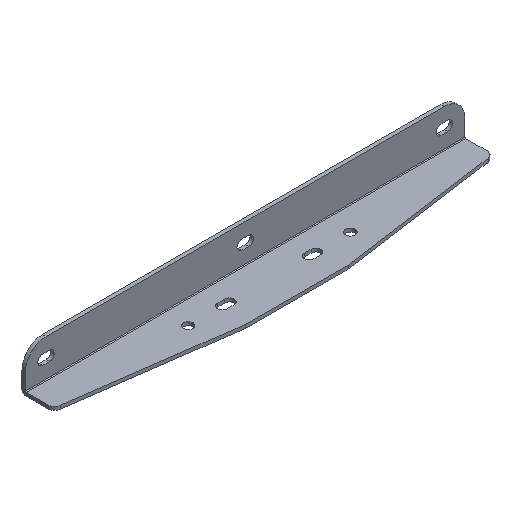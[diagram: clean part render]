
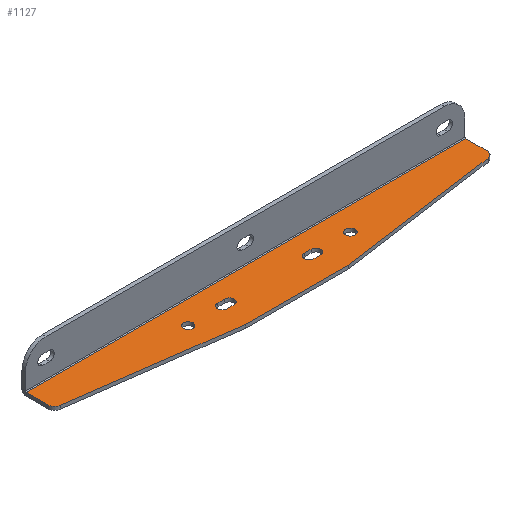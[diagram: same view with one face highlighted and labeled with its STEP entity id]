
A CAD part, isometric view. The second image highlights one B-rep face of the part: STEP entity #1127.
In plain terms, the highlighted planar face has unit normal (0, 0, 1).
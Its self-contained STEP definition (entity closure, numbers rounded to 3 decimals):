
#321=CARTESIAN_POINT('',(315.,-16.146,-27.5));
#322=DIRECTION('',(0.,0.,1.));
#323=DIRECTION('',(0.137,-0.991,0.));
#324=AXIS2_PLACEMENT_3D('',#321,#322,#323);
#326=DIRECTION('',(-0.991,-0.137,0.));
#327=VECTOR('',#326,119.32);
#328=CARTESIAN_POINT('',(315.687,-21.098,-27.5));
#329=LINE('',#328,#327);
#330=DIRECTION('',(-1.,0.,0.));
#331=VECTOR('',#330,75.);
#332=CARTESIAN_POINT('',(197.5,-37.5,-27.5));
#333=LINE('',#332,#331);
#334=DIRECTION('',(-0.991,0.137,0.));
#335=VECTOR('',#334,119.32);
#336=CARTESIAN_POINT('',(122.5,-37.5,-27.5));
#337=LINE('',#336,#335);
#338=CARTESIAN_POINT('',(5.,-16.146,-27.5));
#339=DIRECTION('',(0.,0.,1.));
#340=DIRECTION('',(-1.,0.,0.));
#341=AXIS2_PLACEMENT_3D('',#338,#339,#340);
#343=DIRECTION('',(0.,1.,0.));
#344=VECTOR('',#343,15.646);
#345=CARTESIAN_POINT('',(0.,-16.146,-27.5));
#346=LINE('',#345,#344);
#347=DIRECTION('',(0.,-1.,0.));
#348=VECTOR('',#347,15.646);
#349=CARTESIAN_POINT('',(320.,-0.5,-27.5));
#350=LINE('',#349,#348);
#351=CARTESIAN_POINT('',(219.,-17.5,-27.5));
#352=DIRECTION('',(0.,0.,-1.));
#353=DIRECTION('',(1.,0.,0.));
#354=AXIS2_PLACEMENT_3D('',#351,#352,#353);
#356=CARTESIAN_POINT('',(219.,-17.5,-27.5));
#357=DIRECTION('',(0.,0.,-1.));
#358=DIRECTION('',(-1.,0.,0.));
#359=AXIS2_PLACEMENT_3D('',#356,#357,#358);
#361=CARTESIAN_POINT('',(101.,-17.5,-27.5));
#362=DIRECTION('',(0.,0.,-1.));
#363=DIRECTION('',(1.,0.,0.));
#364=AXIS2_PLACEMENT_3D('',#361,#362,#363);
#366=CARTESIAN_POINT('',(101.,-17.5,-27.5));
#367=DIRECTION('',(0.,0.,-1.));
#368=DIRECTION('',(-1.,0.,0.));
#369=AXIS2_PLACEMENT_3D('',#366,#367,#368);
#371=CARTESIAN_POINT('',(189.,-17.5,-27.5));
#372=DIRECTION('',(0.,0.,1.));
#373=DIRECTION('',(0.,1.,0.));
#374=AXIS2_PLACEMENT_3D('',#371,#372,#373);
#376=DIRECTION('',(1.,0.,0.));
#377=VECTOR('',#376,5.);
#378=CARTESIAN_POINT('',(189.,-21.,-27.5));
#379=LINE('',#378,#377);
#380=CARTESIAN_POINT('',(194.,-17.5,-27.5));
#381=DIRECTION('',(0.,0.,1.));
#382=DIRECTION('',(0.,-1.,0.));
#383=AXIS2_PLACEMENT_3D('',#380,#381,#382);
#385=DIRECTION('',(-1.,0.,0.));
#386=VECTOR('',#385,5.);
#387=CARTESIAN_POINT('',(194.,-14.,-27.5));
#388=LINE('',#387,#386);
#389=DIRECTION('',(-1.,0.,0.));
#390=VECTOR('',#389,5.);
#391=CARTESIAN_POINT('',(131.,-14.,-27.5));
#392=LINE('',#391,#390);
#393=CARTESIAN_POINT('',(126.,-17.5,-27.5));
#394=DIRECTION('',(0.,0.,1.));
#395=DIRECTION('',(0.,1.,0.));
#396=AXIS2_PLACEMENT_3D('',#393,#394,#395);
#398=DIRECTION('',(1.,0.,0.));
#399=VECTOR('',#398,5.);
#400=CARTESIAN_POINT('',(126.,-21.,-27.5));
#401=LINE('',#400,#399);
#402=CARTESIAN_POINT('',(131.,-17.5,-27.5));
#403=DIRECTION('',(0.,0.,1.));
#404=DIRECTION('',(0.,-1.,0.));
#405=AXIS2_PLACEMENT_3D('',#402,#403,#404);
#431=DIRECTION('',(1.,0.,0.));
#432=VECTOR('',#431,320.);
#433=CARTESIAN_POINT('',(0.,-0.5,-27.5));
#434=LINE('',#433,#432);
#521=CARTESIAN_POINT('',(0.,-0.5,-27.5));
#522=CARTESIAN_POINT('',(320.,-0.5,-27.5));
#523=VERTEX_POINT('',#521);
#524=VERTEX_POINT('',#522);
#593=CARTESIAN_POINT('',(197.5,-37.5,-27.5));
#594=CARTESIAN_POINT('',(122.5,-37.5,-27.5));
#595=VERTEX_POINT('',#593);
#596=VERTEX_POINT('',#594);
#601=CARTESIAN_POINT('',(315.687,-21.098,-27.5));
#602=CARTESIAN_POINT('',(320.,-16.146,-27.5));
#603=VERTEX_POINT('',#601);
#604=VERTEX_POINT('',#602);
#609=CARTESIAN_POINT('',(0.,-16.146,-27.5));
#610=CARTESIAN_POINT('',(4.313,-21.098,-27.5));
#611=VERTEX_POINT('',#609);
#612=VERTEX_POINT('',#610);
#617=CARTESIAN_POINT('',(222.5,-17.5,-27.5));
#618=CARTESIAN_POINT('',(215.5,-17.5,-27.5));
#619=VERTEX_POINT('',#617);
#620=VERTEX_POINT('',#618);
#621=CARTESIAN_POINT('',(104.5,-17.5,-27.5));
#622=CARTESIAN_POINT('',(97.5,-17.5,-27.5));
#623=VERTEX_POINT('',#621);
#624=VERTEX_POINT('',#622);
#633=CARTESIAN_POINT('',(189.,-14.,-27.5));
#635=VERTEX_POINT('',#633);
#637=CARTESIAN_POINT('',(189.,-21.,-27.5));
#639=VERTEX_POINT('',#637);
#641=CARTESIAN_POINT('',(194.,-14.,-27.5));
#643=VERTEX_POINT('',#641);
#645=CARTESIAN_POINT('',(194.,-21.,-27.5));
#647=VERTEX_POINT('',#645);
#649=CARTESIAN_POINT('',(126.,-21.,-27.5));
#651=VERTEX_POINT('',#649);
#653=CARTESIAN_POINT('',(126.,-14.,-27.5));
#655=VERTEX_POINT('',#653);
#657=CARTESIAN_POINT('',(131.,-14.,-27.5));
#659=VERTEX_POINT('',#657);
#661=CARTESIAN_POINT('',(131.,-21.,-27.5));
#663=VERTEX_POINT('',#661);
#1073=CARTESIAN_POINT('',(320.,2.5,-27.5));
#1074=DIRECTION('',(0.,0.,-1.));
#1075=DIRECTION('',(1.,0.,0.));
#1076=AXIS2_PLACEMENT_3D('',#1073,#1074,#1075);
#1077=PLANE('',#1076);
#1078=ORIENTED_EDGE('',*,*,#1063,.F.);
#1080=ORIENTED_EDGE('',*,*,#1079,.T.);
#1082=ORIENTED_EDGE('',*,*,#1081,.T.);
#1084=ORIENTED_EDGE('',*,*,#1083,.T.);
#1086=ORIENTED_EDGE('',*,*,#1085,.F.);
#1088=ORIENTED_EDGE('',*,*,#1087,.T.);
#1090=ORIENTED_EDGE('',*,*,#1089,.T.);
#1092=ORIENTED_EDGE('',*,*,#1091,.T.);
#1093=EDGE_LOOP('',(#1078,#1080,#1082,#1084,#1086,#1088,#1090,#1092));
#1094=FACE_OUTER_BOUND('',#1093,.F.);
#1096=ORIENTED_EDGE('',*,*,#1095,.F.);
#1098=ORIENTED_EDGE('',*,*,#1097,.F.);
#1099=EDGE_LOOP('',(#1096,#1098));
#1100=FACE_BOUND('',#1099,.F.);
#1102=ORIENTED_EDGE('',*,*,#1101,.F.);
#1104=ORIENTED_EDGE('',*,*,#1103,.F.);
#1105=EDGE_LOOP('',(#1102,#1104));
#1106=FACE_BOUND('',#1105,.F.);
#1108=ORIENTED_EDGE('',*,*,#1107,.T.);
#1110=ORIENTED_EDGE('',*,*,#1109,.T.);
#1112=ORIENTED_EDGE('',*,*,#1111,.T.);
#1114=ORIENTED_EDGE('',*,*,#1113,.T.);
#1115=EDGE_LOOP('',(#1108,#1110,#1112,#1114));
#1116=FACE_BOUND('',#1115,.F.);
#1118=ORIENTED_EDGE('',*,*,#1117,.T.);
#1120=ORIENTED_EDGE('',*,*,#1119,.T.);
#1122=ORIENTED_EDGE('',*,*,#1121,.T.);
#1124=ORIENTED_EDGE('',*,*,#1123,.T.);
#1125=EDGE_LOOP('',(#1118,#1120,#1122,#1124));
#1126=FACE_BOUND('',#1125,.F.);
#1127=ADVANCED_FACE('',(#1094,#1100,#1106,#1116,#1126),#1077,.F.);
#325=CIRCLE('',#324,5.);
#342=CIRCLE('',#341,5.);
#355=CIRCLE('',#354,3.5);
#360=CIRCLE('',#359,3.5);
#365=CIRCLE('',#364,3.5);
#370=CIRCLE('',#369,3.5);
#375=CIRCLE('',#374,3.5);
#384=CIRCLE('',#383,3.5);
#397=CIRCLE('',#396,3.5);
#406=CIRCLE('',#405,3.5);
#1063=EDGE_CURVE('',#603,#604,#325,.T.);
#1079=EDGE_CURVE('',#603,#595,#329,.T.);
#1081=EDGE_CURVE('',#595,#596,#333,.T.);
#1083=EDGE_CURVE('',#596,#612,#337,.T.);
#1085=EDGE_CURVE('',#611,#612,#342,.T.);
#1087=EDGE_CURVE('',#611,#523,#346,.T.);
#1089=EDGE_CURVE('',#523,#524,#434,.T.);
#1091=EDGE_CURVE('',#524,#604,#350,.T.);
#1095=EDGE_CURVE('',#619,#620,#355,.T.);
#1097=EDGE_CURVE('',#620,#619,#360,.T.);
#1101=EDGE_CURVE('',#623,#624,#365,.T.);
#1103=EDGE_CURVE('',#624,#623,#370,.T.);
#1107=EDGE_CURVE('',#635,#639,#375,.T.);
#1109=EDGE_CURVE('',#639,#647,#379,.T.);
#1111=EDGE_CURVE('',#647,#643,#384,.T.);
#1113=EDGE_CURVE('',#643,#635,#388,.T.);
#1117=EDGE_CURVE('',#659,#655,#392,.T.);
#1119=EDGE_CURVE('',#655,#651,#397,.T.);
#1121=EDGE_CURVE('',#651,#663,#401,.T.);
#1123=EDGE_CURVE('',#663,#659,#406,.T.);
